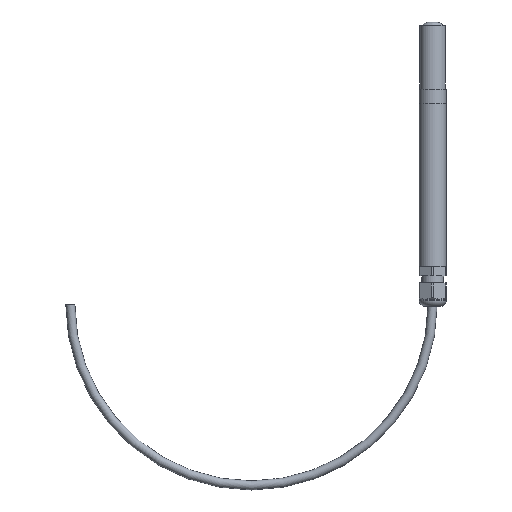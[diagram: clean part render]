
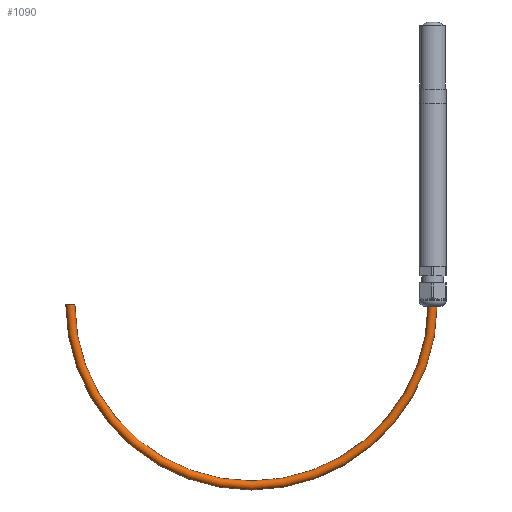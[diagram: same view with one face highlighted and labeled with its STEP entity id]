
A CAD part, front view. The second image highlights one B-rep face of the part: STEP entity #1090.
In plain terms, the highlighted toroidal (fillet/blend) face has major radius 100 mm and minor radius 2.5 mm.
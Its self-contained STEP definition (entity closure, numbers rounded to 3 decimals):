
#304=FACE_OUTER_BOUND('',#384,.T.);
#384=EDGE_LOOP('',(#991,#992,#993,#994));
#465=CIRCLE('',#1268,2.5);
#466=CIRCLE('',#1269,97.5);
#467=CIRCLE('',#1270,2.5);
#562=VERTEX_POINT('',#1990);
#563=VERTEX_POINT('',#1992);
#707=EDGE_CURVE('',#562,#562,#465,.T.);
#708=EDGE_CURVE('',#562,#563,#466,.T.);
#709=EDGE_CURVE('',#563,#563,#467,.T.);
#991=ORIENTED_EDGE('',*,*,#707,.F.);
#992=ORIENTED_EDGE('',*,*,#708,.T.);
#993=ORIENTED_EDGE('',*,*,#709,.F.);
#994=ORIENTED_EDGE('',*,*,#708,.F.);
#1031=TOROIDAL_SURFACE('',#1267,100.,2.5);
#1090=ADVANCED_FACE('',(#304),#1031,.T.);
#1267=AXIS2_PLACEMENT_3D('',#1989,#1595,#1596);
#1268=AXIS2_PLACEMENT_3D('',#1991,#1597,#1598);
#1269=AXIS2_PLACEMENT_3D('',#1993,#1599,#1600);
#1270=AXIS2_PLACEMENT_3D('',#1994,#1601,#1602);
#1595=DIRECTION('center_axis',(0.,0.,-1.));
#1596=DIRECTION('ref_axis',(-1.,0.,0.));
#1597=DIRECTION('center_axis',(0.,1.,0.));
#1598=DIRECTION('ref_axis',(-1.,0.,0.));
#1599=DIRECTION('center_axis',(0.,0.,1.));
#1600=DIRECTION('ref_axis',(-1.,0.,0.));
#1601=DIRECTION('center_axis',(0.,1.,0.));
#1602=DIRECTION('ref_axis',(1.,0.,0.));
#1989=CARTESIAN_POINT('Origin',(-100.,0.,0.));
#1990=CARTESIAN_POINT('',(-197.5,0.,0.));
#1991=CARTESIAN_POINT('Origin',(-200.,0.,0.));
#1992=CARTESIAN_POINT('',(-2.5,0.,0.));
#1993=CARTESIAN_POINT('Origin',(-100.,0.,0.));
#1994=CARTESIAN_POINT('Origin',(0.,0.,0.));
